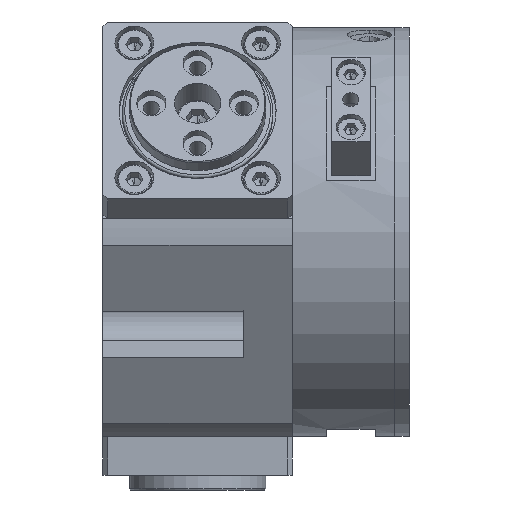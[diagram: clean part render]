
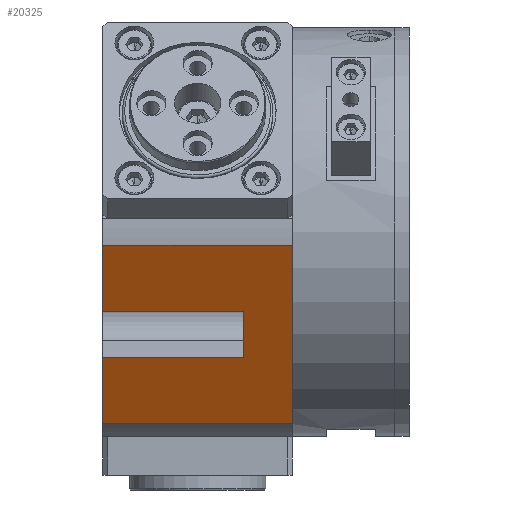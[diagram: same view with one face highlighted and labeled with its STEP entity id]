
A CAD part, left-side view. The second image highlights one B-rep face of the part: STEP entity #20325.
In plain terms, the highlighted face is planar.
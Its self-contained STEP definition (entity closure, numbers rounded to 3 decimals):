
#2065 = VERTEX_POINT ( 'NONE', #26040 ) ;
#4238 = EDGE_CURVE ( 'NONE', #8661, #8316, #14723, .T. ) ;
#4242 = EDGE_CURVE ( 'NONE', #2065, #8212, #14731, .T. ) ;
#4250 = EDGE_CURVE ( 'NONE', #8928, #8933, #14730, .T. ) ;
#4254 = EDGE_CURVE ( 'NONE', #8194, #2065, #14748, .T. ) ;
#4272 = EDGE_CURVE ( 'NONE', #8212, #8316, #14781, .T. ) ;
#4276 = EDGE_CURVE ( 'NONE', #8194, #8928, #14786, .T. ) ;
#4280 = EDGE_CURVE ( 'NONE', #8187, #8089, #14796, .T. ) ;
#4282 = EDGE_CURVE ( 'NONE', #8089, #8661, #14789, .T. ) ;
#4284 = EDGE_CURVE ( 'NONE', #8187, #8933, #14804, .T. ) ;
#5058 = EDGE_LOOP ( 'NONE', ( #7456, #7457, #7458, #7459, #7460, #7461, #7462, #7463, #7464 ) ) ;
#7456 = ORIENTED_EDGE ( 'NONE', *, *, #4284, .T. ) ;
#7457 = ORIENTED_EDGE ( 'NONE', *, *, #4250, .F. ) ;
#7458 = ORIENTED_EDGE ( 'NONE', *, *, #4276, .F. ) ;
#7459 = ORIENTED_EDGE ( 'NONE', *, *, #4254, .T. ) ;
#7460 = ORIENTED_EDGE ( 'NONE', *, *, #4242, .T. ) ;
#7461 = ORIENTED_EDGE ( 'NONE', *, *, #4272, .T. ) ;
#7462 = ORIENTED_EDGE ( 'NONE', *, *, #4238, .F. ) ;
#7463 = ORIENTED_EDGE ( 'NONE', *, *, #4282, .F. ) ;
#7464 = ORIENTED_EDGE ( 'NONE', *, *, #4280, .F. ) ;
#8089 = VERTEX_POINT ( 'NONE', #18487 ) ;
#8187 = VERTEX_POINT ( 'NONE', #18521 ) ;
#8194 = VERTEX_POINT ( 'NONE', #18525 ) ;
#8212 = VERTEX_POINT ( 'NONE', #18537 ) ;
#8316 = VERTEX_POINT ( 'NONE', #18587 ) ;
#8661 = VERTEX_POINT ( 'NONE', #18674 ) ;
#8928 = VERTEX_POINT ( 'NONE', #18741 ) ;
#8933 = VERTEX_POINT ( 'NONE', #18745 ) ;
#13652 = CARTESIAN_POINT ( 'NONE',  ( 46.921, 0., 2.731 ) ) ;
#13653 = DIRECTION ( 'NONE',  ( 0.5, 0., -0.866 ) ) ;
#13660 = CARTESIAN_POINT ( 'NONE',  ( 46.921, -39., 2.731 ) ) ;
#13661 = DIRECTION ( 'NONE',  ( 0.5, 0., -0.866 ) ) ;
#13678 = CARTESIAN_POINT ( 'NONE',  ( 46.921, 0., 2.731 ) ) ;
#13679 = DIRECTION ( 'NONE',  ( 0.5, 0., -0.866 ) ) ;
#13686 = CARTESIAN_POINT ( 'NONE',  ( 46.921, -39., 2.731 ) ) ;
#13690 = DIRECTION ( 'NONE',  ( 0.5, 0., -0.866 ) ) ;
#13724 = CARTESIAN_POINT ( 'NONE',  ( 25.826, -39., 39.269 ) ) ;
#13730 = CARTESIAN_POINT ( 'NONE',  ( 46.921, -39., 2.731 ) ) ;
#13731 = DIRECTION ( 'NONE',  ( 0., 1., 0. ) ) ;
#13738 = DIRECTION ( 'NONE',  ( 0., 1., 0. ) ) ;
#13746 = CARTESIAN_POINT ( 'NONE',  ( 33.623, -29., 25.763 ) ) ;
#13747 = DIRECTION ( 'NONE',  ( 0.5, 0., -0.866 ) ) ;
#13751 = CARTESIAN_POINT ( 'NONE',  ( 39.123, -29., 16.237 ) ) ;
#13752 = DIRECTION ( 'NONE',  ( 0., 1., 0. ) ) ;
#13755 = CARTESIAN_POINT ( 'NONE',  ( 33.623, -29., 25.763 ) ) ;
#13756 = DIRECTION ( 'NONE',  ( 0., 1., 0. ) ) ;
#14723 = LINE ( 'NONE', #13652, #14724 ) ;
#14724 = VECTOR ( 'NONE', #13653, 1000. ) ;
#14730 = LINE ( 'NONE', #13678, #14738 ) ;
#14731 = LINE ( 'NONE', #13660, #14732 ) ;
#14732 = VECTOR ( 'NONE', #13661, 1000. ) ;
#14738 = VECTOR ( 'NONE', #13679, 1000. ) ;
#14748 = LINE ( 'NONE', #13686, #14751 ) ;
#14751 = VECTOR ( 'NONE', #13690, 1000. ) ;
#14781 = LINE ( 'NONE', #13730, #14782 ) ;
#14782 = VECTOR ( 'NONE', #13731, 1000. ) ;
#14785 = VECTOR ( 'NONE', #13752, 1000. ) ;
#14786 = LINE ( 'NONE', #13724, #14788 ) ;
#14788 = VECTOR ( 'NONE', #13738, 1000. ) ;
#14789 = LINE ( 'NONE', #13751, #14785 ) ;
#14796 = LINE ( 'NONE', #13746, #14797 ) ;
#14797 = VECTOR ( 'NONE', #13747, 1000. ) ;
#14804 = LINE ( 'NONE', #13755, #14805 ) ;
#14805 = VECTOR ( 'NONE', #13756, 1000. ) ;
#16201 = AXIS2_PLACEMENT_3D ( 'NONE', #20848, #20851, #20852 ) ;
#18487 = CARTESIAN_POINT ( 'NONE',  ( 39.123, -29., 16.237 ) ) ;
#18521 = CARTESIAN_POINT ( 'NONE',  ( 33.623, -29., 25.763 ) ) ;
#18525 = CARTESIAN_POINT ( 'NONE',  ( 25.826, -39., 39.269 ) ) ;
#18537 = CARTESIAN_POINT ( 'NONE',  ( 46.921, -39., 2.731 ) ) ;
#18587 = CARTESIAN_POINT ( 'NONE',  ( 46.921, 0., 2.731 ) ) ;
#18674 = CARTESIAN_POINT ( 'NONE',  ( 39.123, 0., 16.237 ) ) ;
#18741 = CARTESIAN_POINT ( 'NONE',  ( 25.826, 0., 39.269 ) ) ;
#18745 = CARTESIAN_POINT ( 'NONE',  ( 33.623, 0., 25.763 ) ) ;
#20325 = ADVANCED_FACE ( 'NONE', ( #21967 ), #20849, .T. ) ;
#20848 = CARTESIAN_POINT ( 'NONE',  ( 46.921, -39., 2.731 ) ) ;
#20849 = PLANE ( 'NONE',  #16201 ) ;
#20851 = DIRECTION ( 'NONE',  ( 0.866, 0., 0.5 ) ) ;
#20852 = DIRECTION ( 'NONE',  ( 0.5, 0., -0.866 ) ) ;
#21967 = FACE_OUTER_BOUND ( 'NONE', #5058, .T. ) ;
#26040 = CARTESIAN_POINT ( 'NONE',  ( 36.373, -39., 21. ) ) ;
